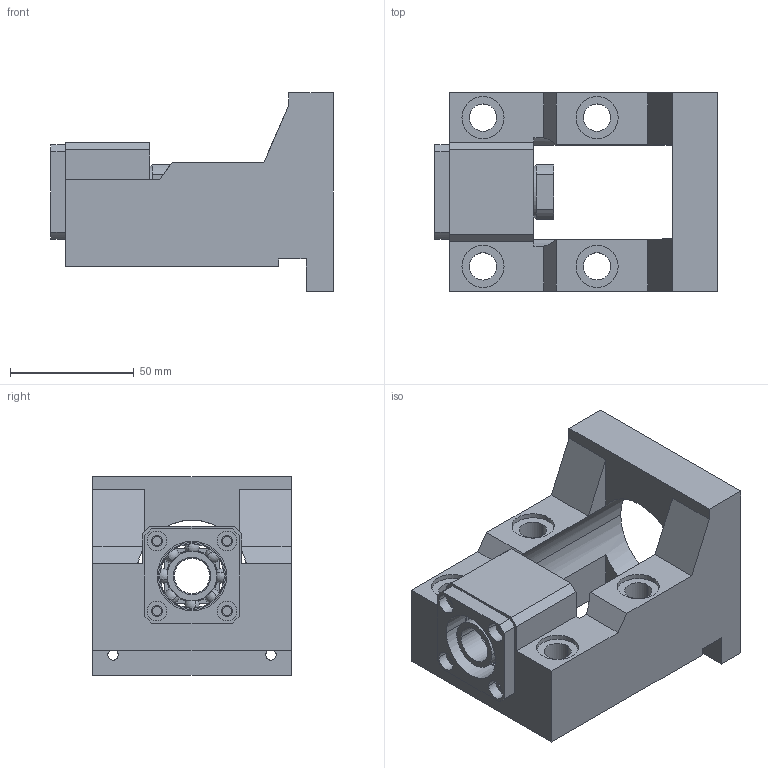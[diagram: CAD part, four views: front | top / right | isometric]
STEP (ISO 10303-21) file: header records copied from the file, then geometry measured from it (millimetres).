
FILE_DESCRIPTION(('CATIA V5 STEP Exchange'),'2;1');
FILE_NAME('TKZB15-80A-XT01580029.stp','2019-10-24T15:48:28+00:00',('none'),('none'),'CATIA Version 5 Release 20 GA (IN-10)','CATIA V5 STEP AP203','none');
FILE_SCHEMA(('CONFIG_CONTROL_DESIGN'));
Length unit declared in the file: millimetre
Products named in the file (1): TKZB15-80A-XT01580029_AllCATPart
Bounding box: 114 x 80 x 80 mm (x, y, z)
Volume: 250423.4 mm3; surface area: 64337.8 mm2
Topology: 18 solids, 21 shells, 243 faces, 596 edges, 356 vertices
Faces by surface type: cylinder 108, plane 75, sphere 32, torus 24, cone 4
Entity records: 6068 total; most frequent: ORIENTED_EDGE 1064, CARTESIAN_POINT 1044, DIRECTION 810, EDGE_CURVE 532, AXIS2_PLACEMENT_3D 446, VERTEX_POINT 356, CIRCLE 304, EDGE_LOOP 294
